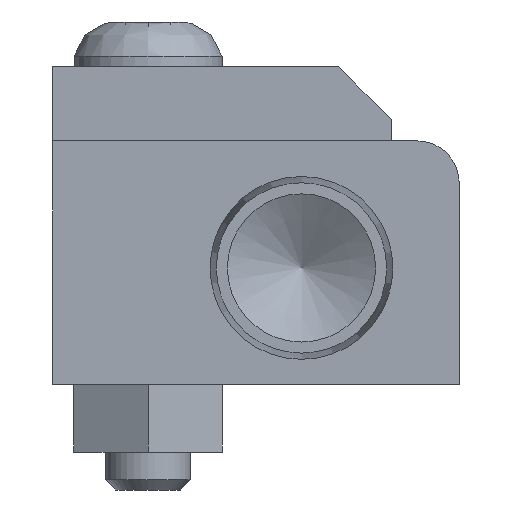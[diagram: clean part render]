
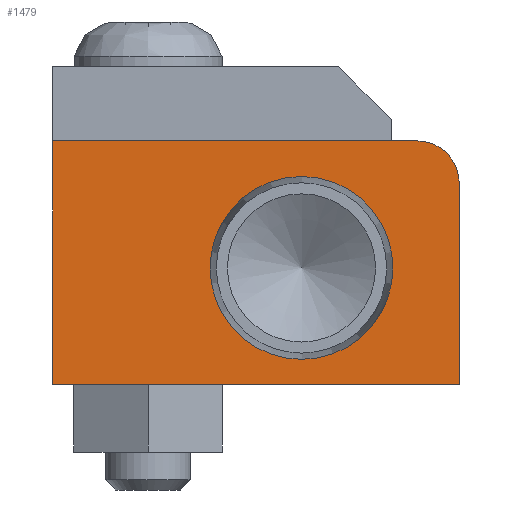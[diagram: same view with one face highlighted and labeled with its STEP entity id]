
A CAD part, left-side view. The second image highlights one B-rep face of the part: STEP entity #1479.
In plain terms, the highlighted planar face has unit normal (-1, 0, 0).
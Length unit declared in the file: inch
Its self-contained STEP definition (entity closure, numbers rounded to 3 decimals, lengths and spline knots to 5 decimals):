
#750=CARTESIAN_POINT('',(-39.27551,1.06427,0.29084));
#751=VERTEX_POINT('',#750);
#752=CARTESIAN_POINT('',(-39.27551,1.06427,0.02084));
#753=DIRECTION('',(1.0,0.0,0.0));
#754=DIRECTION('',(0.0,0.0,1.0));
#755=AXIS2_PLACEMENT_3D('',#752,#753,#754);
#756=CIRCLE('',#755,0.27);
#757=EDGE_CURVE('',#751,#751,#756,.T.);
#1247=CARTESIAN_POINT('',(-39.27551,0.72364,0.39609));
#1248=VERTEX_POINT('',#1247);
#1255=CARTESIAN_POINT('',(-39.27551,0.59864,0.27109));
#1256=VERTEX_POINT('',#1255);
#1257=CARTESIAN_POINT('',(-39.27551,0.72364,0.27109));
#1258=DIRECTION('',(1.0,0.,0.));
#1259=DIRECTION('',(0.,-0.707,0.707));
#1260=AXIS2_PLACEMENT_3D('',#1257,#1258,#1259);
#1261=CIRCLE('',#1260,0.125);
#1262=EDGE_CURVE('',#1248,#1256,#1261,.T.);
#1286=CARTESIAN_POINT('',(-39.27551,1.79864,0.39609));
#1287=VERTEX_POINT('',#1286);
#1294=CARTESIAN_POINT('',(-39.27551,1.79864,0.39609));
#1295=DIRECTION('',(0.0,-1.0,0.0));
#1296=VECTOR('',#1295,1.075);
#1297=LINE('',#1294,#1296);
#1298=EDGE_CURVE('',#1287,#1248,#1297,.T.);
#1347=CARTESIAN_POINT('',(-39.27551,1.79864,-0.32291));
#1348=VERTEX_POINT('',#1347);
#1355=CARTESIAN_POINT('',(-39.27551,1.79864,-0.32291));
#1356=DIRECTION('',(0.0,0.0,1.0));
#1357=VECTOR('',#1356,0.719);
#1358=LINE('',#1355,#1357);
#1359=EDGE_CURVE('',#1348,#1287,#1358,.T.);
#1378=CARTESIAN_POINT('',(-39.27551,0.59864,-0.32291));
#1379=VERTEX_POINT('',#1378);
#1386=CARTESIAN_POINT('',(-39.27551,0.59864,-0.32291));
#1387=DIRECTION('',(0.0,1.0,0.0));
#1388=VECTOR('',#1387,1.2);
#1389=LINE('',#1386,#1388);
#1390=EDGE_CURVE('',#1379,#1348,#1389,.T.);
#1438=CARTESIAN_POINT('',(-39.27551,0.59864,0.27109));
#1439=DIRECTION('',(0.0,0.0,-1.0));
#1440=VECTOR('',#1439,0.594);
#1441=LINE('',#1438,#1440);
#1442=EDGE_CURVE('',#1256,#1379,#1441,.T.);
#1464=CARTESIAN_POINT('',(-39.27551,1.20753,0.03111));
#1465=DIRECTION('',(1.0,0.0,0.0));
#1466=DIRECTION('',(0.0,1.0,0.0));
#1467=AXIS2_PLACEMENT_3D('',#1464,#1465,#1466);
#1468=PLANE('',#1467);
#1469=ORIENTED_EDGE('',*,*,#1442,.F.);
#1470=ORIENTED_EDGE('',*,*,#1262,.F.);
#1471=ORIENTED_EDGE('',*,*,#1298,.F.);
#1472=ORIENTED_EDGE('',*,*,#1359,.F.);
#1473=ORIENTED_EDGE('',*,*,#1390,.F.);
#1474=EDGE_LOOP('',(#1469,#1470,#1471,#1472,#1473));
#1475=FACE_OUTER_BOUND('',#1474,.T.);
#1476=ORIENTED_EDGE('',*,*,#757,.T.);
#1477=EDGE_LOOP('',(#1476));
#1478=FACE_BOUND('',#1477,.T.);
#1479=ADVANCED_FACE('',(#1475,#1478),#1468,.F.);
